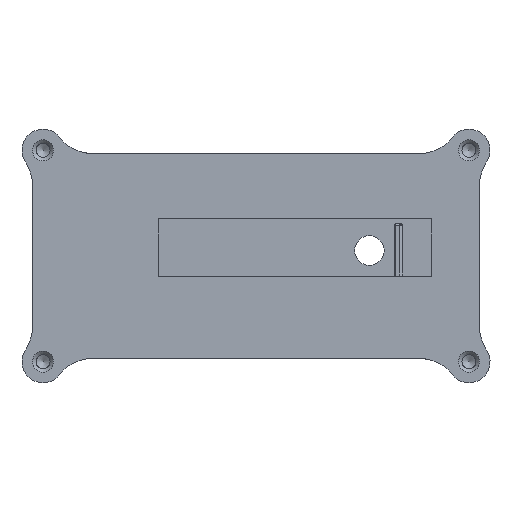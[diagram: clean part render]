
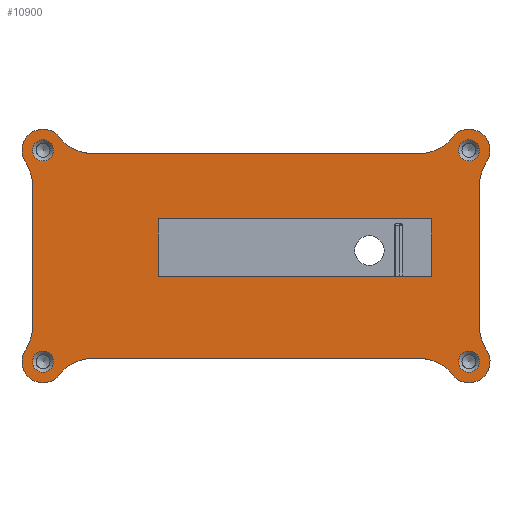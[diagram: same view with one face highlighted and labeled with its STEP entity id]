
A CAD part, front view. The second image highlights one B-rep face of the part: STEP entity #10900.
In plain terms, the highlighted planar face has unit normal (0, -1, 0).
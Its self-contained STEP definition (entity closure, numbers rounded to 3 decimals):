
#84=FACE_BOUND('',#1361,.T.);
#85=FACE_BOUND('',#1362,.T.);
#86=FACE_BOUND('',#1363,.T.);
#87=FACE_BOUND('',#1364,.T.);
#88=FACE_BOUND('',#1365,.T.);
#246=PLANE('',#11700);
#712=FACE_OUTER_BOUND('',#1360,.T.);
#1360=EDGE_LOOP('',(#8918,#8919,#8920,#8921,#8922,#8923,#8924,#8925,#8926,
#8927,#8928,#8929,#8930,#8931,#8932,#8933));
#1361=EDGE_LOOP('',(#8934));
#1362=EDGE_LOOP('',(#8935));
#1363=EDGE_LOOP('',(#8936));
#1364=EDGE_LOOP('',(#8937));
#1365=EDGE_LOOP('',(#8938,#8939,#8940,#8941));
#1695=CIRCLE('',#11479,2.5);
#1696=CIRCLE('',#11482,2.5);
#1697=CIRCLE('',#11485,2.5);
#1698=CIRCLE('',#11488,2.5);
#1807=CIRCLE('',#11701,5.);
#1808=CIRCLE('',#11702,10.);
#1809=CIRCLE('',#11703,10.);
#1810=CIRCLE('',#11704,5.);
#1811=CIRCLE('',#11705,10.);
#1812=CIRCLE('',#11706,10.);
#1813=CIRCLE('',#11707,5.);
#1814=CIRCLE('',#11708,10.);
#1815=CIRCLE('',#11709,10.);
#1816=CIRCLE('',#11710,5.);
#1817=CIRCLE('',#11711,10.);
#1818=CIRCLE('',#11712,10.);
#3011=LINE('',#31344,#3618);
#3017=LINE('',#31400,#3624);
#3049=LINE('',#35184,#3656);
#3052=LINE('',#35189,#3659);
#3054=LINE('',#35193,#3661);
#3055=LINE('',#35195,#3662);
#3056=LINE('',#35204,#3663);
#3057=LINE('',#35212,#3664);
#3618=VECTOR('',#13368,10.);
#3624=VECTOR('',#13378,10.);
#3656=VECTOR('',#13584,10.);
#3659=VECTOR('',#13589,10.);
#3661=VECTOR('',#13593,10.);
#3662=VECTOR('',#13596,10.);
#3663=VECTOR('',#13605,10.);
#3664=VECTOR('',#13612,10.);
#4496=VERTEX_POINT('',#26712);
#4498=VERTEX_POINT('',#26719);
#4500=VERTEX_POINT('',#26726);
#4502=VERTEX_POINT('',#26733);
#4597=VERTEX_POINT('',#31341);
#4598=VERTEX_POINT('',#31343);
#4606=VERTEX_POINT('',#31397);
#4607=VERTEX_POINT('',#31399);
#4664=VERTEX_POINT('',#35181);
#4665=VERTEX_POINT('',#35183);
#4666=VERTEX_POINT('',#35187);
#4667=VERTEX_POINT('',#35191);
#4668=VERTEX_POINT('',#35198);
#4669=VERTEX_POINT('',#35199);
#4670=VERTEX_POINT('',#35201);
#4671=VERTEX_POINT('',#35203);
#4672=VERTEX_POINT('',#35205);
#4673=VERTEX_POINT('',#35207);
#4674=VERTEX_POINT('',#35209);
#4675=VERTEX_POINT('',#35211);
#4676=VERTEX_POINT('',#35213);
#4677=VERTEX_POINT('',#35215);
#4678=VERTEX_POINT('',#35218);
#4679=VERTEX_POINT('',#35220);
#5806=EDGE_CURVE('',#4496,#4496,#1695,.T.);
#5809=EDGE_CURVE('',#4498,#4498,#1696,.T.);
#5812=EDGE_CURVE('',#4500,#4500,#1697,.T.);
#5815=EDGE_CURVE('',#4502,#4502,#1698,.T.);
#6000=EDGE_CURVE('',#4597,#4598,#3011,.T.);
#6011=EDGE_CURVE('',#4607,#4606,#3017,.T.);
#6131=EDGE_CURVE('',#4665,#4664,#3049,.T.);
#6134=EDGE_CURVE('',#4664,#4666,#3052,.T.);
#6136=EDGE_CURVE('',#4666,#4667,#3054,.T.);
#6137=EDGE_CURVE('',#4667,#4665,#3055,.T.);
#6138=EDGE_CURVE('',#4668,#4669,#1807,.T.);
#6139=EDGE_CURVE('',#4668,#4670,#1808,.T.);
#6140=EDGE_CURVE('',#4671,#4670,#3056,.T.);
#6141=EDGE_CURVE('',#4671,#4672,#1809,.T.);
#6142=EDGE_CURVE('',#4673,#4672,#1810,.T.);
#6143=EDGE_CURVE('',#4673,#4674,#1811,.T.);
#6144=EDGE_CURVE('',#4674,#4675,#3057,.T.);
#6145=EDGE_CURVE('',#4675,#4676,#1812,.T.);
#6146=EDGE_CURVE('',#4677,#4676,#1813,.T.);
#6147=EDGE_CURVE('',#4677,#4598,#1814,.T.);
#6148=EDGE_CURVE('',#4597,#4678,#1815,.T.);
#6149=EDGE_CURVE('',#4679,#4678,#1816,.T.);
#6150=EDGE_CURVE('',#4679,#4607,#1817,.T.);
#6151=EDGE_CURVE('',#4606,#4669,#1818,.T.);
#8918=ORIENTED_EDGE('',*,*,#6138,.F.);
#8919=ORIENTED_EDGE('',*,*,#6139,.T.);
#8920=ORIENTED_EDGE('',*,*,#6140,.F.);
#8921=ORIENTED_EDGE('',*,*,#6141,.T.);
#8922=ORIENTED_EDGE('',*,*,#6142,.F.);
#8923=ORIENTED_EDGE('',*,*,#6143,.T.);
#8924=ORIENTED_EDGE('',*,*,#6144,.T.);
#8925=ORIENTED_EDGE('',*,*,#6145,.T.);
#8926=ORIENTED_EDGE('',*,*,#6146,.F.);
#8927=ORIENTED_EDGE('',*,*,#6147,.T.);
#8928=ORIENTED_EDGE('',*,*,#6000,.F.);
#8929=ORIENTED_EDGE('',*,*,#6148,.T.);
#8930=ORIENTED_EDGE('',*,*,#6149,.F.);
#8931=ORIENTED_EDGE('',*,*,#6150,.T.);
#8932=ORIENTED_EDGE('',*,*,#6011,.T.);
#8933=ORIENTED_EDGE('',*,*,#6151,.T.);
#8934=ORIENTED_EDGE('',*,*,#5806,.T.);
#8935=ORIENTED_EDGE('',*,*,#5809,.T.);
#8936=ORIENTED_EDGE('',*,*,#5812,.T.);
#8937=ORIENTED_EDGE('',*,*,#5815,.T.);
#8938=ORIENTED_EDGE('',*,*,#6136,.T.);
#8939=ORIENTED_EDGE('',*,*,#6137,.T.);
#8940=ORIENTED_EDGE('',*,*,#6131,.T.);
#8941=ORIENTED_EDGE('',*,*,#6134,.T.);
#10900=ADVANCED_FACE('',(#712,#84,#85,#86,#87,#88),#246,.F.);
#11479=AXIS2_PLACEMENT_3D('',#26713,#13043,#13044);
#11482=AXIS2_PLACEMENT_3D('',#26720,#13051,#13052);
#11485=AXIS2_PLACEMENT_3D('',#26727,#13059,#13060);
#11488=AXIS2_PLACEMENT_3D('',#26734,#13067,#13068);
#11700=AXIS2_PLACEMENT_3D('',#35197,#13599,#13600);
#11701=AXIS2_PLACEMENT_3D('',#35200,#13601,#13602);
#11702=AXIS2_PLACEMENT_3D('',#35202,#13603,#13604);
#11703=AXIS2_PLACEMENT_3D('',#35206,#13606,#13607);
#11704=AXIS2_PLACEMENT_3D('',#35208,#13608,#13609);
#11705=AXIS2_PLACEMENT_3D('',#35210,#13610,#13611);
#11706=AXIS2_PLACEMENT_3D('',#35214,#13613,#13614);
#11707=AXIS2_PLACEMENT_3D('',#35216,#13615,#13616);
#11708=AXIS2_PLACEMENT_3D('',#35217,#13617,#13618);
#11709=AXIS2_PLACEMENT_3D('',#35219,#13619,#13620);
#11710=AXIS2_PLACEMENT_3D('',#35221,#13621,#13622);
#11711=AXIS2_PLACEMENT_3D('',#35222,#13623,#13624);
#11712=AXIS2_PLACEMENT_3D('',#35223,#13625,#13626);
#13043=DIRECTION('center_axis',(0.,1.,0.));
#13044=DIRECTION('ref_axis',(0.,0.,-1.));
#13051=DIRECTION('center_axis',(0.,1.,0.));
#13052=DIRECTION('ref_axis',(0.,0.,-1.));
#13059=DIRECTION('center_axis',(0.,1.,0.));
#13060=DIRECTION('ref_axis',(0.,0.,-1.));
#13067=DIRECTION('center_axis',(0.,1.,0.));
#13068=DIRECTION('ref_axis',(0.,0.,-1.));
#13368=DIRECTION('',(0.,0.,1.));
#13378=DIRECTION('',(1.,0.,0.));
#13584=DIRECTION('',(0.,0.,-1.));
#13589=DIRECTION('',(-1.,0.,0.));
#13593=DIRECTION('',(0.,0.,1.));
#13596=DIRECTION('',(1.,0.,0.));
#13599=DIRECTION('center_axis',(0.,1.,0.));
#13600=DIRECTION('ref_axis',(1.,0.,0.));
#13601=DIRECTION('center_axis',(0.,1.,0.));
#13602=DIRECTION('ref_axis',(0.833,0.,0.553));
#13603=DIRECTION('center_axis',(0.,1.,0.));
#13604=DIRECTION('ref_axis',(-0.833,0.,-0.553));
#13605=DIRECTION('',(0.,0.,-1.));
#13606=DIRECTION('center_axis',(0.,1.,0.));
#13607=DIRECTION('ref_axis',(-1.,0.,0.));
#13608=DIRECTION('center_axis',(0.,1.,0.));
#13609=DIRECTION('ref_axis',(-0.788,0.,0.615));
#13610=DIRECTION('center_axis',(0.,1.,0.));
#13611=DIRECTION('ref_axis',(0.788,0.,-0.615));
#13612=DIRECTION('',(-1.,0.,0.));
#13613=DIRECTION('center_axis',(0.,1.,0.));
#13614=DIRECTION('ref_axis',(0.,0.,-1.));
#13615=DIRECTION('center_axis',(0.,1.,0.));
#13616=DIRECTION('ref_axis',(-0.833,0.,-0.553));
#13617=DIRECTION('center_axis',(0.,1.,0.));
#13618=DIRECTION('ref_axis',(0.833,0.,0.553));
#13619=DIRECTION('center_axis',(0.,1.,0.));
#13620=DIRECTION('ref_axis',(1.,0.,0.));
#13621=DIRECTION('center_axis',(0.,1.,0.));
#13622=DIRECTION('ref_axis',(0.788,0.,-0.615));
#13623=DIRECTION('center_axis',(0.,1.,0.));
#13624=DIRECTION('ref_axis',(-0.788,0.,0.615));
#13625=DIRECTION('center_axis',(0.,1.,0.));
#13626=DIRECTION('ref_axis',(0.,0.,1.));
#26712=CARTESIAN_POINT('',(-59.73,0.,-24.56));
#26713=CARTESIAN_POINT('Origin',(-59.73,0.,-27.06));
#26719=CARTESIAN_POINT('',(41.27,0.,25.56));
#26720=CARTESIAN_POINT('Origin',(41.27,0.,23.06));
#26726=CARTESIAN_POINT('',(41.27,0.,-24.56));
#26727=CARTESIAN_POINT('Origin',(41.27,0.,-27.06));
#26733=CARTESIAN_POINT('',(-59.73,0.,25.56));
#26734=CARTESIAN_POINT('Origin',(-59.73,0.,23.06));
#31341=CARTESIAN_POINT('',(-62.23,0.,-18.768));
#31343=CARTESIAN_POINT('',(-62.23,0.,14.768));
#31344=CARTESIAN_POINT('',(-62.23,0.,-18.768));
#31397=CARTESIAN_POINT('',(29.446,0.,-26.29));
#31399=CARTESIAN_POINT('',(-47.906,0.,-26.29));
#31400=CARTESIAN_POINT('',(-9.23,0.,-26.29));
#35181=CARTESIAN_POINT('',(32.375,0.,-6.79));
#35183=CARTESIAN_POINT('',(32.375,0.,6.79));
#35184=CARTESIAN_POINT('',(32.375,0.,-4.395));
#35187=CARTESIAN_POINT('',(-32.375,0.,-6.79));
#35189=CARTESIAN_POINT('',(-20.803,0.,-6.79));
#35191=CARTESIAN_POINT('',(-32.375,0.,6.79));
#35193=CARTESIAN_POINT('',(-32.375,0.,2.395));
#35195=CARTESIAN_POINT('',(11.572,0.,6.79));
#35197=CARTESIAN_POINT('Origin',(-9.23,0.,-2.));
#35198=CARTESIAN_POINT('',(45.437,0.,-24.296));
#35199=CARTESIAN_POINT('',(37.329,0.,-30.136));
#35200=CARTESIAN_POINT('Origin',(41.27,0.,-27.06));
#35201=CARTESIAN_POINT('',(43.77,0.,-18.768));
#35202=CARTESIAN_POINT('Origin',(53.77,0.,-18.768));
#35203=CARTESIAN_POINT('',(43.77,0.,14.768));
#35204=CARTESIAN_POINT('',(43.77,0.,14.768));
#35205=CARTESIAN_POINT('',(45.437,0.,20.296));
#35206=CARTESIAN_POINT('Origin',(53.77,0.,14.768));
#35207=CARTESIAN_POINT('',(37.329,0.,26.136));
#35208=CARTESIAN_POINT('Origin',(41.27,0.,23.06));
#35209=CARTESIAN_POINT('',(29.446,0.,22.29));
#35210=CARTESIAN_POINT('Origin',(29.446,0.,32.29));
#35211=CARTESIAN_POINT('',(-47.906,0.,22.29));
#35212=CARTESIAN_POINT('',(-9.23,0.,22.29));
#35213=CARTESIAN_POINT('',(-55.789,0.,26.136));
#35214=CARTESIAN_POINT('Origin',(-47.906,0.,32.29));
#35215=CARTESIAN_POINT('',(-63.897,0.,20.296));
#35216=CARTESIAN_POINT('Origin',(-59.73,0.,23.06));
#35217=CARTESIAN_POINT('Origin',(-72.23,0.,14.768));
#35218=CARTESIAN_POINT('',(-63.897,0.,-24.296));
#35219=CARTESIAN_POINT('Origin',(-72.23,0.,-18.768));
#35220=CARTESIAN_POINT('',(-55.789,0.,-30.136));
#35221=CARTESIAN_POINT('Origin',(-59.73,0.,-27.06));
#35222=CARTESIAN_POINT('Origin',(-47.906,0.,-36.29));
#35223=CARTESIAN_POINT('Origin',(29.446,0.,-36.29));
